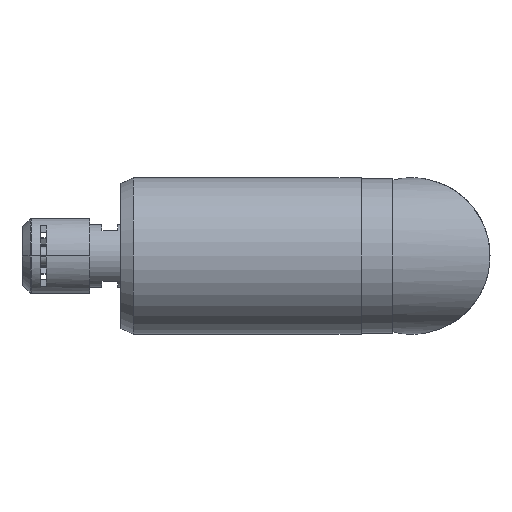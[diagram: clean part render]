
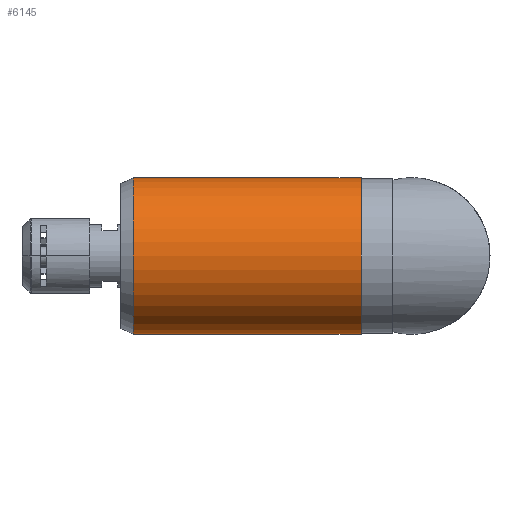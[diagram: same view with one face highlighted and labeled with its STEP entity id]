
A CAD part, left-side view. The second image highlights one B-rep face of the part: STEP entity #6145.
In plain terms, the highlighted cylindrical face has radius 12.5 mm (diameter 25 mm), a partial arc.
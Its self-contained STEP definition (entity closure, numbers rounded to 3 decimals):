
#2800 = CARTESIAN_POINT ( 'NONE',  ( 0., 10.6, -12.5 ) ) ;
#3006 = CARTESIAN_POINT ( 'NONE',  ( 0., 47., -12.5 ) ) ;
#4243 = VERTEX_POINT ( 'NONE', #2800 ) ;
#4337 = VERTEX_POINT ( 'NONE', #3006 ) ;
#5316 = VERTEX_POINT ( 'NONE', #6589 ) ;
#6144 = VERTEX_POINT ( 'NONE', #8621 ) ;
#6145 = ADVANCED_FACE ( 'NONE', ( #8610 ), #8613, .T. ) ;
#6146 = EDGE_CURVE ( 'NONE', #4337, #5316, #8529, .T. ) ;
#6156 = ORIENTED_EDGE ( 'NONE', *, *, #6213, .T. ) ;
#6200 = EDGE_LOOP ( 'NONE', ( #6211, #6156, #6233, #6215 ) ) ;
#6204 = EDGE_CURVE ( 'NONE', #4243, #4337, #8817, .T. ) ;
#6211 = ORIENTED_EDGE ( 'NONE', *, *, #6204, .F. ) ;
#6213 = EDGE_CURVE ( 'NONE', #4243, #6144, #8802, .T. ) ;
#6215 = ORIENTED_EDGE ( 'NONE', *, *, #6146, .F. ) ;
#6224 = EDGE_CURVE ( 'NONE', #6144, #5316, #8780, .T. ) ;
#6233 = ORIENTED_EDGE ( 'NONE', *, *, #6224, .T. ) ;
#6589 = CARTESIAN_POINT ( 'NONE',  ( 0., 47., 12.5 ) ) ;
#8518 = DIRECTION ( 'NONE',  ( 0., 0., 1. ) ) ;
#8519 = AXIS2_PLACEMENT_3D ( 'NONE', #8524, #8526, #8518 ) ;
#8520 = DIRECTION ( 'NONE',  ( 0., 0., 1. ) ) ;
#8521 = DIRECTION ( 'NONE',  ( 0., 1., 0. ) ) ;
#8522 = CARTESIAN_POINT ( 'NONE',  ( 0., 105.901, 0. ) ) ;
#8523 = AXIS2_PLACEMENT_3D ( 'NONE', #8522, #8521, #8520 ) ;
#8524 = CARTESIAN_POINT ( 'NONE',  ( 0., 47., 0. ) ) ;
#8526 = DIRECTION ( 'NONE',  ( 0., 1., 0. ) ) ;
#8529 = CIRCLE ( 'NONE', #8519, 12.5 ) ;
#8610 = FACE_OUTER_BOUND ( 'NONE', #6200, .T. ) ;
#8613 = CYLINDRICAL_SURFACE ( 'NONE', #8523, 12.5 ) ;
#8621 = CARTESIAN_POINT ( 'NONE',  ( 0., 10.6, 12.5 ) ) ;
#8776 = DIRECTION ( 'NONE',  ( 0., 1., 0. ) ) ;
#8777 = VECTOR ( 'NONE', #8776, 1000. ) ;
#8778 = CARTESIAN_POINT ( 'NONE',  ( 0., 105.901, 12.5 ) ) ;
#8780 = LINE ( 'NONE', #8778, #8777 ) ;
#8800 = DIRECTION ( 'NONE',  ( 0., 0., 1. ) ) ;
#8801 = AXIS2_PLACEMENT_3D ( 'NONE', #8808, #8809, #8800 ) ;
#8802 = CIRCLE ( 'NONE', #8801, 12.5 ) ;
#8808 = CARTESIAN_POINT ( 'NONE',  ( 0., 10.6, 0. ) ) ;
#8809 = DIRECTION ( 'NONE',  ( 0., 1., 0. ) ) ;
#8810 = DIRECTION ( 'NONE',  ( 0., 1., 0. ) ) ;
#8811 = VECTOR ( 'NONE', #8810, 1000. ) ;
#8812 = CARTESIAN_POINT ( 'NONE',  ( 0., 105.901, -12.5 ) ) ;
#8817 = LINE ( 'NONE', #8812, #8811 ) ;
